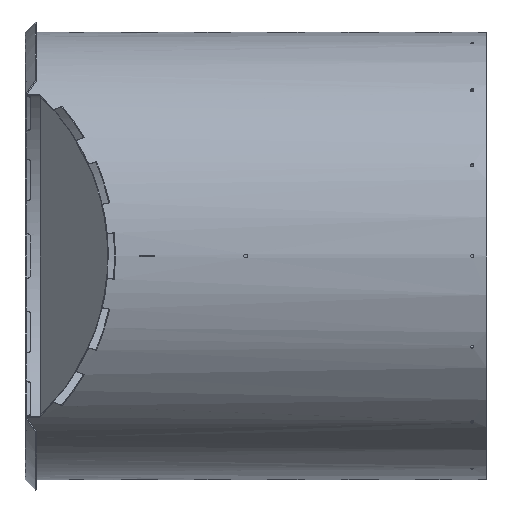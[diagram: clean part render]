
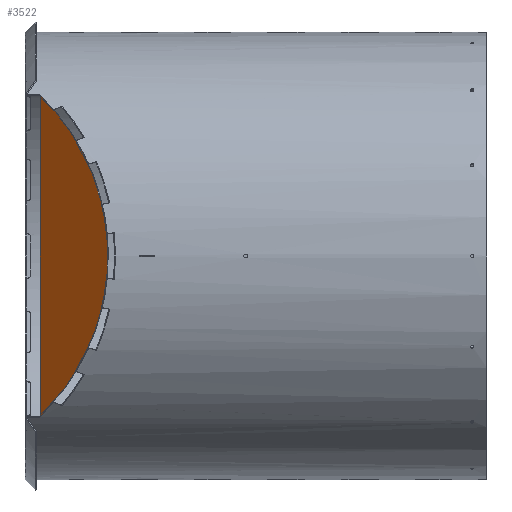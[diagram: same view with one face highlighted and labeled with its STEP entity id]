
A CAD part, front view. The second image highlights one B-rep face of the part: STEP entity #3522.
In plain terms, the highlighted face is planar.
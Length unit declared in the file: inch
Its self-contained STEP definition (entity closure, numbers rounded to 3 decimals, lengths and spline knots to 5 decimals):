
#1176 = CARTESIAN_POINT ( 'NONE',  ( 10.88363, -161.05804, 0.048 ) ) ;
#1329 = VECTOR ( 'NONE', #6035, 39.37008 ) ;
#2499 = CARTESIAN_POINT ( 'NONE',  ( -10.88363, -161.05804, 0.048 ) ) ;
#3111 = CARTESIAN_POINT ( 'NONE',  ( 0., -146.06038, 0.048 ) ) ;
#3522 = ADVANCED_FACE ( 'NONE', ( #10190 ), #5461, .T. ) ;
#3729 =( BOUNDED_CURVE ( )  B_SPLINE_CURVE ( 3, ( #14150, #15327, #8282, #1176 ),
 .UNSPECIFIED., .F., .F. ) 
 B_SPLINE_CURVE_WITH_KNOTS ( ( 4, 4 ),
 ( 2.34323, 3.93996 ),
 .UNSPECIFIED. ) 
 CURVE ( )  GEOMETRIC_REPRESENTATION_ITEM ( )  RATIONAL_B_SPLINE_CURVE ( ( 1., 0.799, 0.799, 1. ) ) 
 REPRESENTATION_ITEM ( '' )  );
#4312 = DIRECTION ( 'NONE',  ( 1., 0., 0. ) ) ;
#4671 = ORIENTED_EDGE ( 'NONE', *, *, #11221, .T. ) ;
#5018 = VERTEX_POINT ( 'NONE', #11468 ) ;
#5461 = PLANE ( 'NONE',  #5826 ) ;
#5826 = AXIS2_PLACEMENT_3D ( 'NONE', #3111, #11414, #4312 ) ;
#6035 = DIRECTION ( 'NONE',  ( -1., 0., 0. ) ) ;
#7401 = EDGE_CURVE ( 'NONE', #13273, #5018, #3729, .T. ) ;
#7855 = EDGE_LOOP ( 'NONE', ( #12737, #4671 ) ) ;
#8282 = CARTESIAN_POINT ( 'NONE',  ( 4.54288, -170.26086, 0.048 ) ) ;
#8387 = CARTESIAN_POINT ( 'NONE',  ( -10.88363, -161.05804, 0.048 ) ) ;
#10190 = FACE_OUTER_BOUND ( 'NONE', #7855, .T. ) ;
#11221 = EDGE_CURVE ( 'NONE', #5018, #13273, #13557, .T. ) ;
#11414 = DIRECTION ( 'NONE',  ( 0., 0., 1. ) ) ;
#11468 = CARTESIAN_POINT ( 'NONE',  ( 10.88363, -161.05804, 0.048 ) ) ;
#12737 = ORIENTED_EDGE ( 'NONE', *, *, #7401, .T. ) ;
#13273 = VERTEX_POINT ( 'NONE', #8387 ) ;
#13557 = LINE ( 'NONE', #2499, #1329 ) ;
#14150 = CARTESIAN_POINT ( 'NONE',  ( -10.88363, -161.05804, 0.048 ) ) ;
#15327 = CARTESIAN_POINT ( 'NONE',  ( -4.54288, -170.26086, 0.048 ) ) ;
